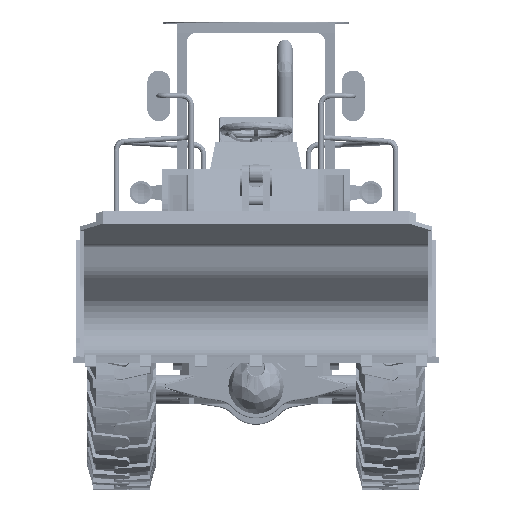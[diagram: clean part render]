
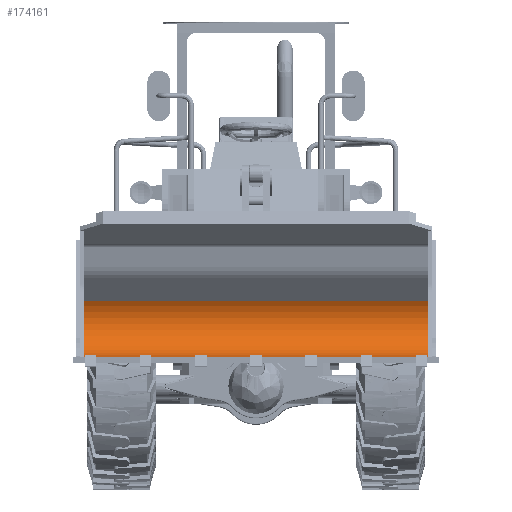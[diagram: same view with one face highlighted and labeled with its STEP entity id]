
A CAD part, top view. The second image highlights one B-rep face of the part: STEP entity #174161.
In plain terms, the highlighted cylindrical face has radius 80 mm (diameter 160 mm), a partial arc.
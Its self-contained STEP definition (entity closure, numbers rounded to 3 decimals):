
#4748 = VECTOR ( 'NONE', #20544, 1000. ) ;
#4865 = ORIENTED_EDGE ( 'NONE', *, *, #122958, .F. ) ;
#9014 = CARTESIAN_POINT ( 'NONE',  ( 373.75, 37.098, -96.958 ) ) ;
#14167 = ORIENTED_EDGE ( 'NONE', *, *, #111441, .F. ) ;
#17527 = CARTESIAN_POINT ( 'NONE',  ( -373.75, 37.098, -96.958 ) ) ;
#20544 = DIRECTION ( 'NONE',  ( -1., 0., 0. ) ) ;
#22674 = AXIS2_PLACEMENT_3D ( 'NONE', #88984, #59563, #114466 ) ;
#28054 = CARTESIAN_POINT ( 'NONE',  ( 373.75, -85.495, -29.239 ) ) ;
#39622 = CIRCLE ( 'NONE', #22674, 80. ) ;
#42275 = DIRECTION ( 'NONE',  ( 0., 0., 1. ) ) ;
#42703 = DIRECTION ( 'NONE',  ( -1., 0., 0. ) ) ;
#51841 = EDGE_LOOP ( 'NONE', ( #144357, #14167, #110255, #4865 ) ) ;
#59563 = DIRECTION ( 'NONE',  ( 1., 0., 0. ) ) ;
#63117 = DIRECTION ( 'NONE',  ( 1., 0., 0. ) ) ;
#70163 = CIRCLE ( 'NONE', #95357, 80. ) ;
#74127 = VECTOR ( 'NONE', #63117, 1000. ) ;
#76219 = LINE ( 'NONE', #145747, #74127 ) ;
#77959 = VERTEX_POINT ( 'NONE', #102679 ) ;
#82685 = CARTESIAN_POINT ( 'NONE',  ( 373.75, -5.495, -29.239 ) ) ;
#82921 = CYLINDRICAL_SURFACE ( 'NONE', #147396, 80. ) ;
#84279 = DIRECTION ( 'NONE',  ( 0., 0., 1. ) ) ;
#88984 = CARTESIAN_POINT ( 'NONE',  ( -373.75, -5.495, -29.239 ) ) ;
#94917 = EDGE_CURVE ( 'NONE', #77959, #95391, #39622, .T. ) ;
#95357 = AXIS2_PLACEMENT_3D ( 'NONE', #82685, #95950, #42275 ) ;
#95391 = VERTEX_POINT ( 'NONE', #17527 ) ;
#95950 = DIRECTION ( 'NONE',  ( -1., 0., 0. ) ) ;
#102679 = CARTESIAN_POINT ( 'NONE',  ( -373.75, -85.495, -29.239 ) ) ;
#103301 = CARTESIAN_POINT ( 'NONE',  ( 383.75, -85.495, -29.239 ) ) ;
#110255 = ORIENTED_EDGE ( 'NONE', *, *, #179405, .F. ) ;
#111441 = EDGE_CURVE ( 'NONE', #123412, #77959, #138806, .T. ) ;
#114466 = DIRECTION ( 'NONE',  ( 0., 0., 1. ) ) ;
#122958 = EDGE_CURVE ( 'NONE', #95391, #153190, #76219, .T. ) ;
#123412 = VERTEX_POINT ( 'NONE', #28054 ) ;
#138806 = LINE ( 'NONE', #103301, #4748 ) ;
#140430 = CARTESIAN_POINT ( 'NONE',  ( 383.75, -5.495, -29.239 ) ) ;
#144357 = ORIENTED_EDGE ( 'NONE', *, *, #94917, .F. ) ;
#145747 = CARTESIAN_POINT ( 'NONE',  ( 383.75, 37.098, -96.958 ) ) ;
#147396 = AXIS2_PLACEMENT_3D ( 'NONE', #140430, #42703, #84279 ) ;
#153190 = VERTEX_POINT ( 'NONE', #9014 ) ;
#174161 = ADVANCED_FACE ( 'NONE', ( #178207 ), #82921, .F. ) ;
#178207 = FACE_OUTER_BOUND ( 'NONE', #51841, .T. ) ;
#179405 = EDGE_CURVE ( 'NONE', #153190, #123412, #70163, .T. ) ;
